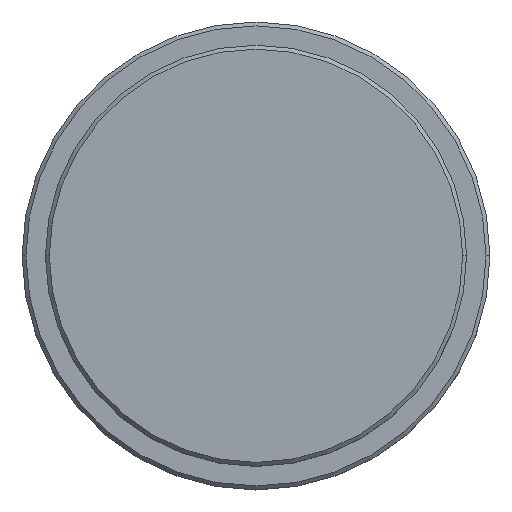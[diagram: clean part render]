
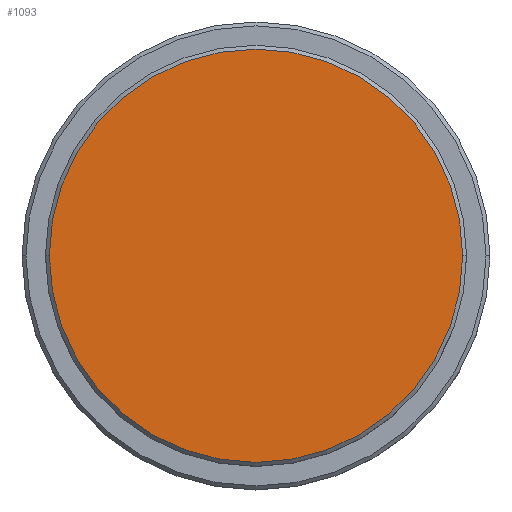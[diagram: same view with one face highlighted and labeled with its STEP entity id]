
A CAD part, top view. The second image highlights one B-rep face of the part: STEP entity #1093.
In plain terms, the highlighted planar face has unit normal (0, 0, 1).
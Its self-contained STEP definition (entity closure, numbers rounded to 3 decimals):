
#38 = AXIS2_PLACEMENT_3D ( 'NONE', #70, #306, #620 ) ;
#70 = CARTESIAN_POINT ( 'NONE',  ( 0., 0., 0. ) ) ;
#129 = EDGE_CURVE ( 'NONE', #769, #1133, #148, .T. ) ;
#140 = ORIENTED_EDGE ( 'NONE', *, *, #129, .T. ) ;
#142 = FACE_OUTER_BOUND ( 'NONE', #790, .T. ) ;
#148 = CIRCLE ( 'NONE', #1219, 26.5 ) ;
#286 = DIRECTION ( 'NONE',  ( 0., 0., 1. ) ) ;
#306 = DIRECTION ( 'NONE',  ( 0., 0., 1. ) ) ;
#490 = DIRECTION ( 'NONE',  ( 0., 0., 1. ) ) ;
#620 = DIRECTION ( 'NONE',  ( 1., 0., 0. ) ) ;
#685 = ORIENTED_EDGE ( 'NONE', *, *, #772, .T. ) ;
#721 = DIRECTION ( 'NONE',  ( 1., 0., 0. ) ) ;
#769 = VERTEX_POINT ( 'NONE', #786 ) ;
#772 = EDGE_CURVE ( 'NONE', #1133, #769, #1065, .T. ) ;
#786 = CARTESIAN_POINT ( 'NONE',  ( 26.5, 0., 0. ) ) ;
#790 = EDGE_LOOP ( 'NONE', ( #685, #140 ) ) ;
#891 = DIRECTION ( 'NONE',  ( 1., 0., 0. ) ) ;
#1048 = AXIS2_PLACEMENT_3D ( 'NONE', #1252, #490, #891 ) ;
#1065 = CIRCLE ( 'NONE', #38, 26.5 ) ;
#1093 = ADVANCED_FACE ( 'NONE', ( #142 ), #1236, .T. ) ;
#1133 = VERTEX_POINT ( 'NONE', #1243 ) ;
#1219 = AXIS2_PLACEMENT_3D ( 'NONE', #1378, #286, #721 ) ;
#1236 = PLANE ( 'NONE',  #1048 ) ;
#1243 = CARTESIAN_POINT ( 'NONE',  ( -26.5, 0., 0. ) ) ;
#1252 = CARTESIAN_POINT ( 'NONE',  ( 0., 0., 0. ) ) ;
#1378 = CARTESIAN_POINT ( 'NONE',  ( 0., 0., 0. ) ) ;
